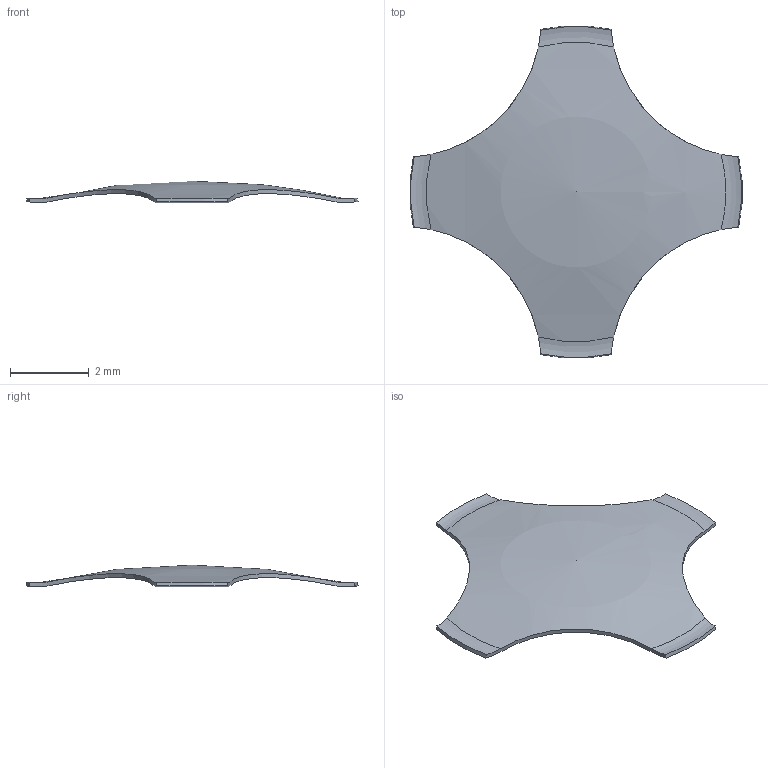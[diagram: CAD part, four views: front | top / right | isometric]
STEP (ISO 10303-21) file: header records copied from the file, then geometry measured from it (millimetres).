
FILE_DESCRIPTION(/* description */ ('STEP AP214'),/* implementation_level */ '2;1');
FILE_NAME(/* name */ '6099b4f11f1af709ff6594ad',/* time_stamp */ '2021-05-10T22:34:25+00:00',/* author */ (''),/* organization */ (''),/* preprocessor_version */ 'ST-DEVELOPER v18.1',/* originating_system */ ' ',/* authorisation */ ' ');
FILE_SCHEMA (('AUTOMOTIVE_DESIGN {1 0 10303 214 3 1 1}'));
Length unit declared in the file: metre
Products named in the file (1): Part 1
Bounding box: 8.42 x 8.42 x 0.55 mm (x, y, z)
Volume: 3.7 mm3; surface area: 77.4 mm2
Topology: 1 solids, 1 shells, 18 faces, 54 edges, 36 vertices
Faces by surface type: torus 8, cone 4, cylinder 4, sphere 2
Entity records: 638 total; most frequent: CARTESIAN_POINT 203, ORIENTED_EDGE 96, DIRECTION 70, EDGE_CURVE 48, AXIS2_PLACEMENT_3D 35, VERTEX_POINT 32, B_SPLINE_CURVE_WITH_KNOTS 32, EDGE_LOOP 18
